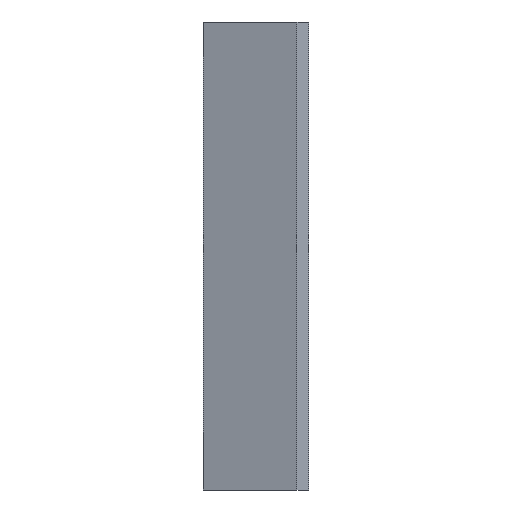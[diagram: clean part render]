
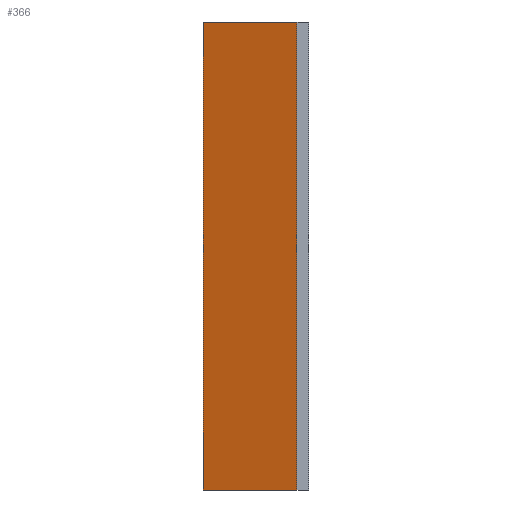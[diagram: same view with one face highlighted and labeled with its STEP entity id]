
A CAD part, left-side view. The second image highlights one B-rep face of the part: STEP entity #366.
In plain terms, the highlighted planar face has unit normal (-0.951, 0.309, 0).
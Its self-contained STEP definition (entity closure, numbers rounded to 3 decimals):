
#133 = VERTEX_POINT('',#134);
#134 = CARTESIAN_POINT('',(-36.,0.,0.));
#142 = EDGE_CURVE('',#133,#143,#145,.T.);
#143 = VERTEX_POINT('',#144);
#144 = CARTESIAN_POINT('',(-36.,0.,40.));
#145 = LINE('',#146,#147);
#146 = CARTESIAN_POINT('',(-36.,0.,0.));
#147 = VECTOR('',#148,1.);
#148 = DIRECTION('',(0.,0.,1.));
#349 = VERTEX_POINT('',#350);
#350 = CARTESIAN_POINT('',(-38.6,-8.,0.));
#356 = EDGE_CURVE('',#133,#349,#357,.T.);
#357 = LINE('',#358,#359);
#358 = CARTESIAN_POINT('',(-36.,0.,0.));
#359 = VECTOR('',#360,1.);
#360 = DIRECTION('',(-0.309,-0.951,0.));
#366 = ADVANCED_FACE('',(#367),#385,.T.);
#367 = FACE_BOUND('',#368,.F.);
#368 = EDGE_LOOP('',(#369,#370,#378,#384));
#369 = ORIENTED_EDGE('',*,*,#142,.T.);
#370 = ORIENTED_EDGE('',*,*,#371,.T.);
#371 = EDGE_CURVE('',#143,#372,#374,.T.);
#372 = VERTEX_POINT('',#373);
#373 = CARTESIAN_POINT('',(-38.6,-8.,40.));
#374 = LINE('',#375,#376);
#375 = CARTESIAN_POINT('',(-36.,0.,40.));
#376 = VECTOR('',#377,1.);
#377 = DIRECTION('',(-0.309,-0.951,0.));
#378 = ORIENTED_EDGE('',*,*,#379,.F.);
#379 = EDGE_CURVE('',#349,#372,#380,.T.);
#380 = LINE('',#381,#382);
#381 = CARTESIAN_POINT('',(-38.6,-8.,0.));
#382 = VECTOR('',#383,1.);
#383 = DIRECTION('',(0.,0.,1.));
#384 = ORIENTED_EDGE('',*,*,#356,.F.);
#385 = PLANE('',#386);
#386 = AXIS2_PLACEMENT_3D('',#387,#388,#389);
#387 = CARTESIAN_POINT('',(-36.,0.,0.));
#388 = DIRECTION('',(-0.951,0.309,0.));
#389 = DIRECTION('',(0.309,0.951,0.));
